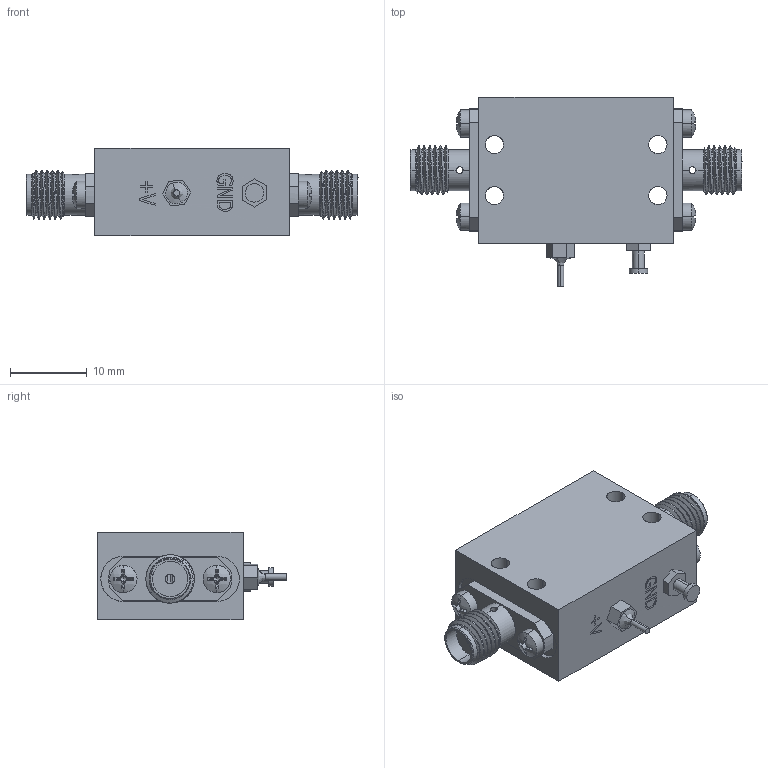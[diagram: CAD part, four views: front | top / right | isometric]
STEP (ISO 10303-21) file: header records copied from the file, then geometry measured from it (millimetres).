
FILE_DESCRIPTION (( 'STEP AP214' ), '1' );
FILE_NAME ('FMAM1079_3D.step', '2023-08-11T21:55:40', ( '' ), ( '' ), 'SwSTEP 2.0', 'SolidWorks 2022', '' );
FILE_SCHEMA (( 'AUTOMOTIVE_DESIGN' ));
Length unit declared in the file: inch
Products named in the file (1): FMAM1079_3D
Bounding box: 43.33 x 24.77 x 11.43 mm (x, y, z)
Volume: 5872 mm3; surface area: 3466.8 mm2
Topology: 1 solids, 9 shells, 365 faces, 1189 edges, 848 vertices
Faces by surface type: cylinder 136, plane 106, cone 83, bspline 40
Entity records: 22055 total; most frequent: CARTESIAN_POINT 10421, ORIENTED_EDGE 2350, EDGE_CURVE 1175, DIRECTION 1073, VERTEX_POINT 848, B_SPLINE_CURVE_WITH_KNOTS 816, AXIS2_PLACEMENT_3D 427, EDGE_LOOP 411
